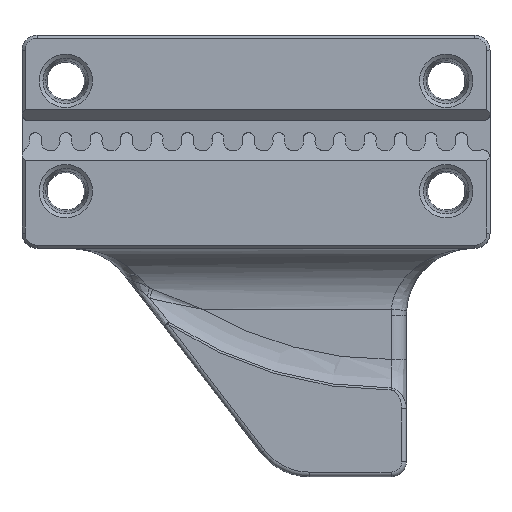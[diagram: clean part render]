
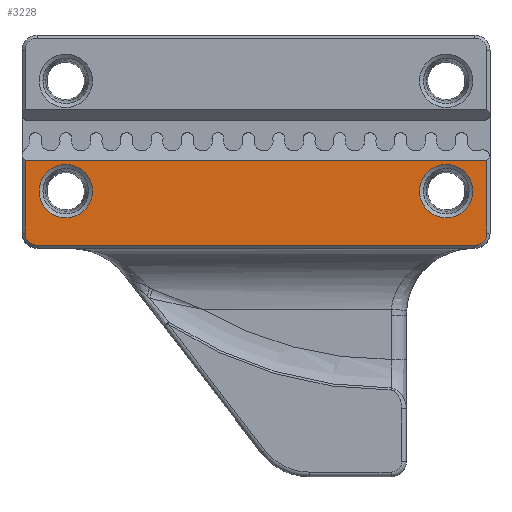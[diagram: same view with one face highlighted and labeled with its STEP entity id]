
A CAD part, top view. The second image highlights one B-rep face of the part: STEP entity #3228.
In plain terms, the highlighted planar face has unit normal (0, 0, 1).
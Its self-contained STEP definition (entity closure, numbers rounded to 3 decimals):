
#172=LINE('',#4827,#450);
#173=LINE('',#4831,#451);
#174=LINE('',#4835,#452);
#175=LINE('',#4836,#453);
#450=VECTOR('',#3823,4.75);
#451=VECTOR('',#3826,28.75);
#452=VECTOR('',#3829,4.75);
#453=VECTOR('',#3830,30.35);
#725=PLANE('',#3441);
#833=FACE_BOUND('',#1073,.T.);
#834=FACE_BOUND('',#1074,.T.);
#864=FACE_OUTER_BOUND('',#1072,.T.);
#1072=EDGE_LOOP('',(#2240,#2241,#2242,#2243,#2244,#2245));
#1073=EDGE_LOOP('',(#2246));
#1074=EDGE_LOOP('',(#2247));
#1304=CIRCLE('',#3439,1.752);
#1306=CIRCLE('',#3442,0.8);
#1307=CIRCLE('',#3443,0.8);
#1308=CIRCLE('',#3444,1.752);
#1439=VERTEX_POINT('',#4820);
#1441=VERTEX_POINT('',#4825);
#1442=VERTEX_POINT('',#4826);
#1443=VERTEX_POINT('',#4828);
#1444=VERTEX_POINT('',#4830);
#1445=VERTEX_POINT('',#4832);
#1446=VERTEX_POINT('',#4834);
#1447=VERTEX_POINT('',#4837);
#1749=EDGE_CURVE('',#1439,#1439,#1304,.T.);
#1751=EDGE_CURVE('',#1441,#1442,#172,.T.);
#1752=EDGE_CURVE('',#1443,#1441,#1306,.T.);
#1753=EDGE_CURVE('',#1444,#1443,#173,.T.);
#1754=EDGE_CURVE('',#1445,#1444,#1307,.T.);
#1755=EDGE_CURVE('',#1446,#1445,#174,.T.);
#1756=EDGE_CURVE('',#1446,#1442,#175,.T.);
#1757=EDGE_CURVE('',#1447,#1447,#1308,.T.);
#2240=ORIENTED_EDGE('',*,*,#1751,.F.);
#2241=ORIENTED_EDGE('',*,*,#1752,.F.);
#2242=ORIENTED_EDGE('',*,*,#1753,.F.);
#2243=ORIENTED_EDGE('',*,*,#1754,.F.);
#2244=ORIENTED_EDGE('',*,*,#1755,.F.);
#2245=ORIENTED_EDGE('',*,*,#1756,.T.);
#2246=ORIENTED_EDGE('',*,*,#1757,.F.);
#2247=ORIENTED_EDGE('',*,*,#1749,.F.);
#3228=ADVANCED_FACE('',(#864,#833,#834),#725,.T.);
#3439=AXIS2_PLACEMENT_3D('',#4821,#3817,#3818);
#3441=AXIS2_PLACEMENT_3D('',#4824,#3821,#3822);
#3442=AXIS2_PLACEMENT_3D('',#4829,#3824,#3825);
#3443=AXIS2_PLACEMENT_3D('',#4833,#3827,#3828);
#3444=AXIS2_PLACEMENT_3D('',#4838,#3831,#3832);
#3817=DIRECTION('center_axis',(0.,0.,1.));
#3818=DIRECTION('ref_axis',(-1.,0.,0.));
#3821=DIRECTION('center_axis',(0.,0.,1.));
#3822=DIRECTION('ref_axis',(1.,0.,0.));
#3823=DIRECTION('',(0.,1.,0.));
#3824=DIRECTION('center_axis',(0.,0.,-1.));
#3825=DIRECTION('ref_axis',(-0.707,-0.707,0.));
#3826=DIRECTION('',(-1.,0.,0.));
#3827=DIRECTION('center_axis',(0.,0.,-1.));
#3828=DIRECTION('ref_axis',(0.707,-0.707,0.));
#3829=DIRECTION('',(0.,-1.,0.));
#3830=DIRECTION('',(-1.,0.,0.));
#3831=DIRECTION('center_axis',(0.,0.,1.));
#3832=DIRECTION('ref_axis',(-1.,0.,0.));
#4820=CARTESIAN_POINT('',(30.752,3.5,11.176));
#4821=CARTESIAN_POINT('Origin',(29.,3.5,11.176));
#4824=CARTESIAN_POINT('Origin',(16.578,2.822,11.176));
#4825=CARTESIAN_POINT('',(1.325,0.75,11.176));
#4826=CARTESIAN_POINT('',(1.325,5.5,11.176));
#4827=CARTESIAN_POINT('',(1.325,4.365,11.176));
#4828=CARTESIAN_POINT('',(2.125,-0.05,11.176));
#4829=CARTESIAN_POINT('Origin',(2.125,0.75,11.176));
#4830=CARTESIAN_POINT('',(30.875,-0.05,11.176));
#4831=CARTESIAN_POINT('',(8.851,-0.05,11.176));
#4832=CARTESIAN_POINT('',(31.675,0.75,11.176));
#4833=CARTESIAN_POINT('Origin',(30.875,0.75,11.176));
#4834=CARTESIAN_POINT('',(31.675,5.5,11.176));
#4835=CARTESIAN_POINT('',(31.675,1.286,11.176));
#4836=CARTESIAN_POINT('',(24.226,5.5,11.176));
#4837=CARTESIAN_POINT('',(5.752,3.5,11.176));
#4838=CARTESIAN_POINT('Origin',(4.,3.5,11.176));
